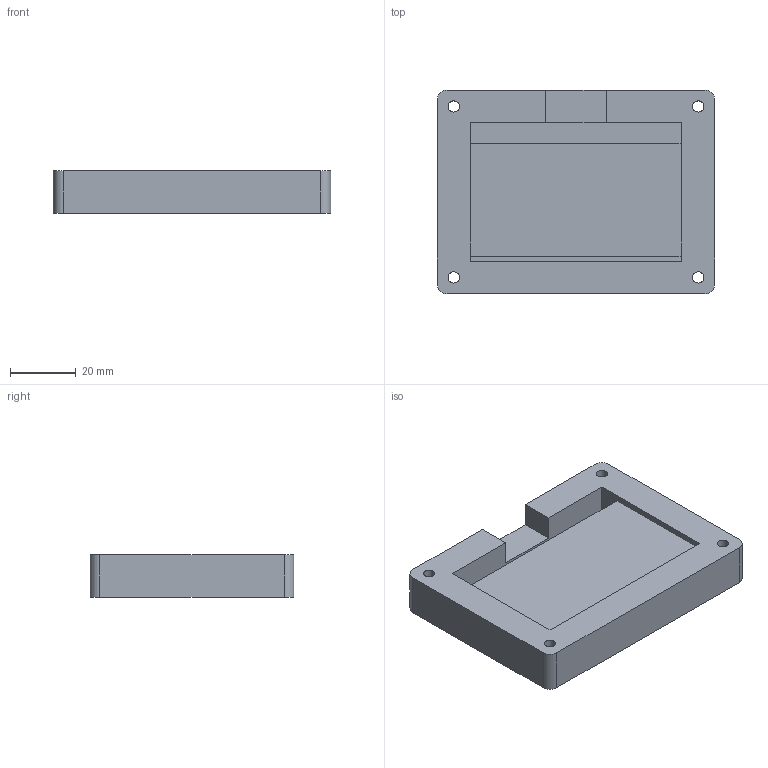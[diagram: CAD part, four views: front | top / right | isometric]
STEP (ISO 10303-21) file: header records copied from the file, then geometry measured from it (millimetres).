
FILE_DESCRIPTION(/* description */ (''),/* implementation_level */ '2;1');
FILE_NAME(/* name */ 'AvoPad assembled v1.step',/* time_stamp */ '2025-07-11T17:06:45-07:00',/* author */ (''),/* organization */ (''),/* preprocessor_version */ 'ST-DEVELOPER v20.1',/* originating_system */ 'Autodesk Translation Framework v14.10.0.0',/* authorisation */ '');
FILE_SCHEMA (('AUTOMOTIVE_DESIGN { 1 0 10303 214 3 1 1 }'));
Length unit declared in the file: millimetre
Products named in the file (2): AvoPad assembled; AvoPad
Assembly tree (1 placements, depth 2):
  AvoPad assembled
    AvoPad
Bounding box: 84.41 x 62.03 x 13 mm (x, y, z)
Volume: 46846.6 mm3; surface area: 22823.7 mm2
Topology: 2 solids, 2 shells, 36 faces, 84 edges, 56 vertices
Faces by surface type: plane 24, cylinder 12
Full cylindrical faces by diameter (mm): 3.4 x4, 6 x4
Entity records: 1107 total; most frequent: DIRECTION 186, CARTESIAN_POINT 179, ORIENTED_EDGE 168, EDGE_CURVE 84, AXIS2_PLACEMENT_3D 63, LINE 60, VECTOR 60, VERTEX_POINT 56
